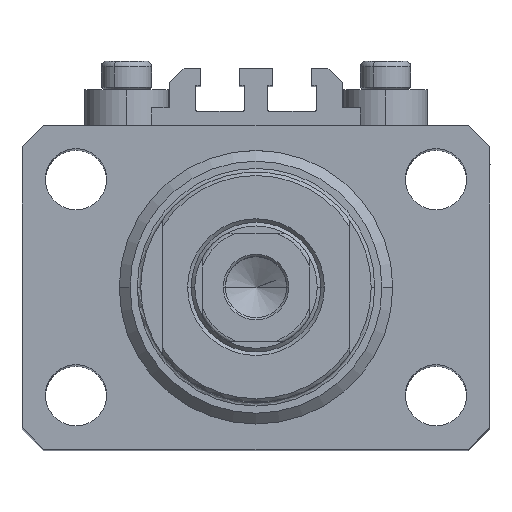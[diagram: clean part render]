
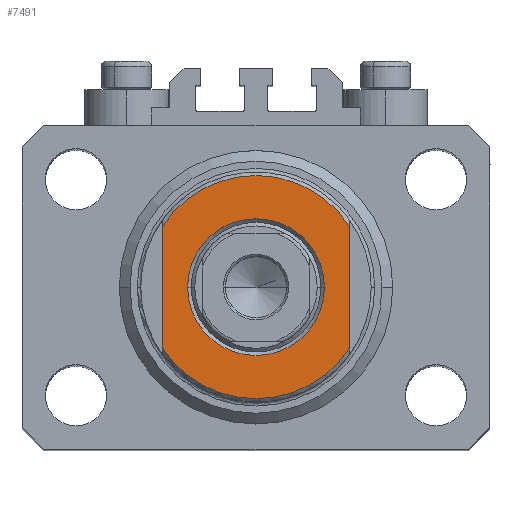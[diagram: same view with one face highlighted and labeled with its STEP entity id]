
A CAD part, top view. The second image highlights one B-rep face of the part: STEP entity #7491.
In plain terms, the highlighted face is planar.
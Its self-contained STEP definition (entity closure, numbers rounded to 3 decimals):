
#2678 = EDGE_CURVE ( 'NONE', #30958, #19177, #10103, .T. ) ;
#3038 = FACE_OUTER_BOUND ( 'NONE', #44006, .T. ) ;
#4617 = CARTESIAN_POINT ( 'NONE',  ( -9.5, 0., -6.5 ) ) ;
#5002 = LINE ( 'NONE', #14299, #45282 ) ;
#6156 = DIRECTION ( 'NONE',  ( 0., 0., -1. ) ) ;
#6242 = CARTESIAN_POINT ( 'NONE',  ( 9.5, 0., -6.5 ) ) ;
#7491 = ADVANCED_FACE ( 'NONE', ( #32243, #3038 ), #28175, .T. ) ;
#8939 = EDGE_CURVE ( 'NONE', #25586, #38164, #5002, .T. ) ;
#8989 = DIRECTION ( 'NONE',  ( -1., 0., 0. ) ) ;
#9269 = CIRCLE ( 'NONE', #21512, 15.5 ) ;
#9273 = CARTESIAN_POINT ( 'NONE',  ( -13., -8.441, -6.5 ) ) ;
#9466 = CARTESIAN_POINT ( 'NONE',  ( 0., 0., -6.5 ) ) ;
#9471 = ORIENTED_EDGE ( 'NONE', *, *, #9919, .T. ) ;
#9919 = EDGE_CURVE ( 'NONE', #12041, #10878, #28624, .T. ) ;
#10103 = LINE ( 'NONE', #24702, #22954 ) ;
#10545 = CARTESIAN_POINT ( 'NONE',  ( 0., 0., -6.5 ) ) ;
#10878 = VERTEX_POINT ( 'NONE', #4617 ) ;
#12041 = VERTEX_POINT ( 'NONE', #6242 ) ;
#13319 = DIRECTION ( 'NONE',  ( -1., 0., 0. ) ) ;
#13909 = CARTESIAN_POINT ( 'NONE',  ( 13., 8.441, -6.5 ) ) ;
#14262 = CARTESIAN_POINT ( 'NONE',  ( 0., 0., -6.5 ) ) ;
#14299 = CARTESIAN_POINT ( 'NONE',  ( -13., -43.081, -6.5 ) ) ;
#17320 = AXIS2_PLACEMENT_3D ( 'NONE', #10545, #39495, #32339 ) ;
#17426 = CARTESIAN_POINT ( 'NONE',  ( 0., 0., -6.5 ) ) ;
#19177 = VERTEX_POINT ( 'NONE', #42710 ) ;
#20303 = EDGE_LOOP ( 'NONE', ( #26649, #9471 ) ) ;
#21508 = DIRECTION ( 'NONE',  ( 0., 0., 1. ) ) ;
#21512 = AXIS2_PLACEMENT_3D ( 'NONE', #38684, #39404, #39640 ) ;
#22954 = VECTOR ( 'NONE', #35461, 1000. ) ;
#24062 = DIRECTION ( 'NONE',  ( 0., 0., -1. ) ) ;
#24702 = CARTESIAN_POINT ( 'NONE',  ( 13., -43.081, -6.5 ) ) ;
#25236 = ORIENTED_EDGE ( 'NONE', *, *, #38309, .T. ) ;
#25381 = AXIS2_PLACEMENT_3D ( 'NONE', #14262, #6156, #13319 ) ;
#25586 = VERTEX_POINT ( 'NONE', #33332 ) ;
#26649 = ORIENTED_EDGE ( 'NONE', *, *, #27075, .T. ) ;
#27075 = EDGE_CURVE ( 'NONE', #10878, #12041, #31873, .T. ) ;
#28175 = PLANE ( 'NONE',  #25381 ) ;
#28624 = CIRCLE ( 'NONE', #30145, 9.5 ) ;
#29086 = AXIS2_PLACEMENT_3D ( 'NONE', #9466, #24062, #8989 ) ;
#30145 = AXIS2_PLACEMENT_3D ( 'NONE', #17426, #21508, #39907 ) ;
#30958 = VERTEX_POINT ( 'NONE', #13909 ) ;
#31873 = CIRCLE ( 'NONE', #17320, 9.5 ) ;
#32243 = FACE_BOUND ( 'NONE', #20303, .T. ) ;
#32339 = DIRECTION ( 'NONE',  ( -1., 0., 0. ) ) ;
#32627 = ORIENTED_EDGE ( 'NONE', *, *, #2678, .T. ) ;
#33332 = CARTESIAN_POINT ( 'NONE',  ( -13., 8.441, -6.5 ) ) ;
#35461 = DIRECTION ( 'NONE',  ( 0., -1., 0. ) ) ;
#38164 = VERTEX_POINT ( 'NONE', #9273 ) ;
#38266 = CIRCLE ( 'NONE', #29086, 15.5 ) ;
#38309 = EDGE_CURVE ( 'NONE', #25586, #30958, #9269, .T. ) ;
#38684 = CARTESIAN_POINT ( 'NONE',  ( 0., 0., -6.5 ) ) ;
#39240 = ORIENTED_EDGE ( 'NONE', *, *, #40251, .T. ) ;
#39404 = DIRECTION ( 'NONE',  ( 0., 0., -1. ) ) ;
#39495 = DIRECTION ( 'NONE',  ( 0., 0., 1. ) ) ;
#39640 = DIRECTION ( 'NONE',  ( -1., 0., 0. ) ) ;
#39907 = DIRECTION ( 'NONE',  ( -1., 0., 0. ) ) ;
#40251 = EDGE_CURVE ( 'NONE', #19177, #38164, #38266, .T. ) ;
#42548 = DIRECTION ( 'NONE',  ( 0., -1., 0. ) ) ;
#42710 = CARTESIAN_POINT ( 'NONE',  ( 13., -8.441, -6.5 ) ) ;
#44006 = EDGE_LOOP ( 'NONE', ( #25236, #32627, #39240, #44956 ) ) ;
#44956 = ORIENTED_EDGE ( 'NONE', *, *, #8939, .F. ) ;
#45282 = VECTOR ( 'NONE', #42548, 1000. ) ;
